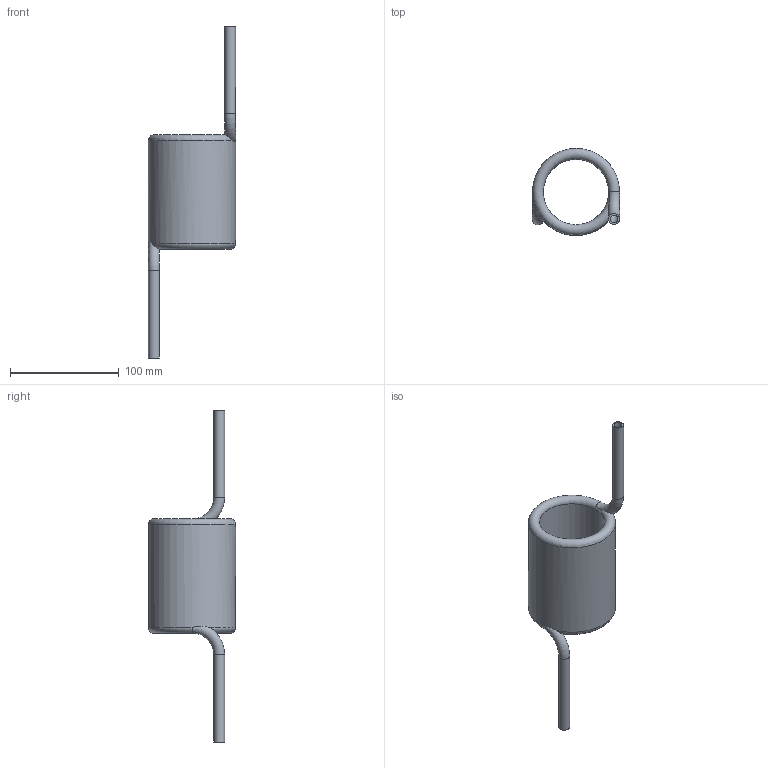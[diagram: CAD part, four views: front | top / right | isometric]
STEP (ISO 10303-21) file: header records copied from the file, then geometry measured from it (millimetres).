
FILE_DESCRIPTION(/* description */ ('STEP AP214'),/* implementation_level */ '2;1');
FILE_NAME(/* name */ '197611_PUN-10X15-S-1-SW',/* time_stamp */ '2024-09-13T20:14:46+02:00',/* author */ ('License CC BY-ND 4.0'),/* organization */ ('CADENAS'),/* preprocessor_version */ 'ST-DEVELOPER v19.3',/* originating_system */ 'PARTsolutions',/* authorisation */ ' ');
FILE_SCHEMA (('AUTOMOTIVE_DESIGN {1 0 10303 214 3 1 1}'));
Length unit declared in the file: millimetre
Products named in the file (1): 197611 PUN-10X1,5-S-1-SW---(305)
Bounding box: 80 x 79.97 x 305 mm (x, y, z)
Volume: 234803.7 mm3; surface area: 60049.9 mm2
Topology: 1 solids, 1 shells, 16 faces, 38 edges, 24 vertices
Faces by surface type: torus 8, cylinder 6, plane 2
Full cylindrical faces by diameter (mm): 7 x2, 10 x2, 60 x1, 80 x1
Entity records: 458 total; most frequent: CARTESIAN_POINT 141, DIRECTION 62, ORIENTED_EDGE 40, AXIS2_PLACEMENT_3D 31, EDGE_LOOP 30, FACE_BOUND 30, EDGE_CURVE 20, VERTEX_POINT 18
